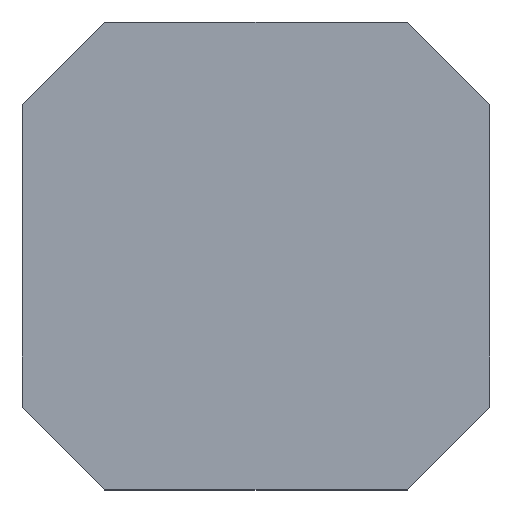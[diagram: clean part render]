
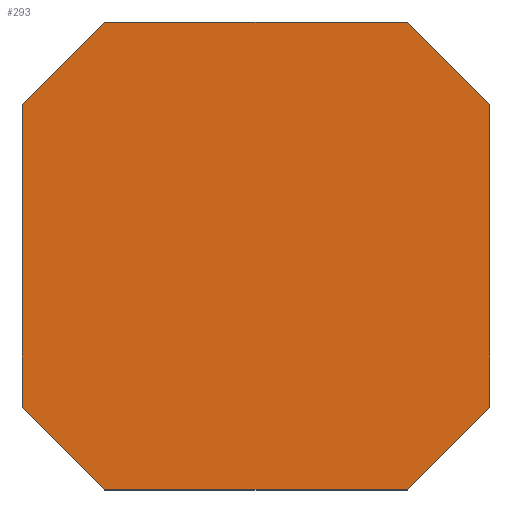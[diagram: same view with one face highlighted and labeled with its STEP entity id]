
A CAD part, top view. The second image highlights one B-rep face of the part: STEP entity #293.
In plain terms, the highlighted free-form (B-spline) face has degree [3, 3] with [4, 4] control points.
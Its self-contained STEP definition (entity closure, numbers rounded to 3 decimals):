
#24 = VERTEX_POINT('',#25);
#25 = CARTESIAN_POINT('',(27.5,42.5,40.));
#31 = EDGE_CURVE('',#24,#32,#34,.T.);
#32 = VERTEX_POINT('',#33);
#33 = CARTESIAN_POINT('',(42.5,27.5,40.));
#34 = LINE('',#35,#36);
#35 = CARTESIAN_POINT('',(27.5,42.5,40.));
#36 = VECTOR('',#37,1.);
#37 = DIRECTION('',(0.707,-0.707,0.));
#62 = EDGE_CURVE('',#32,#63,#65,.T.);
#63 = VERTEX_POINT('',#64);
#64 = CARTESIAN_POINT('',(42.5,-27.5,40.));
#65 = LINE('',#66,#67);
#66 = CARTESIAN_POINT('',(42.5,27.5,40.));
#67 = VECTOR('',#68,1.);
#68 = DIRECTION('',(0.,-1.,0.));
#93 = EDGE_CURVE('',#63,#94,#96,.T.);
#94 = VERTEX_POINT('',#95);
#95 = CARTESIAN_POINT('',(27.5,-42.5,40.));
#96 = LINE('',#97,#98);
#97 = CARTESIAN_POINT('',(27.5,-42.5,40.));
#98 = VECTOR('',#99,1.);
#99 = DIRECTION('',(-0.707,-0.707,-0.));
#124 = EDGE_CURVE('',#94,#125,#127,.T.);
#125 = VERTEX_POINT('',#126);
#126 = CARTESIAN_POINT('',(-27.5,-42.5,40.));
#127 = LINE('',#128,#129);
#128 = CARTESIAN_POINT('',(-27.5,-42.5,40.));
#129 = VECTOR('',#130,1.);
#130 = DIRECTION('',(-1.,-0.,-0.));
#155 = EDGE_CURVE('',#125,#156,#158,.T.);
#156 = VERTEX_POINT('',#157);
#157 = CARTESIAN_POINT('',(-42.5,-27.5,40.));
#158 = LINE('',#159,#160);
#159 = CARTESIAN_POINT('',(-42.5,-27.5,40.));
#160 = VECTOR('',#161,1.);
#161 = DIRECTION('',(-0.707,0.707,0.));
#186 = EDGE_CURVE('',#156,#187,#189,.T.);
#187 = VERTEX_POINT('',#188);
#188 = CARTESIAN_POINT('',(-42.5,27.5,40.));
#189 = LINE('',#190,#191);
#190 = CARTESIAN_POINT('',(-42.5,27.5,40.));
#191 = VECTOR('',#192,1.);
#192 = DIRECTION('',(0.,1.,0.));
#217 = EDGE_CURVE('',#187,#218,#220,.T.);
#218 = VERTEX_POINT('',#219);
#219 = CARTESIAN_POINT('',(-27.5,42.5,40.));
#220 = LINE('',#221,#222);
#221 = CARTESIAN_POINT('',(-42.5,27.5,40.));
#222 = VECTOR('',#223,1.);
#223 = DIRECTION('',(0.707,0.707,0.));
#248 = EDGE_CURVE('',#218,#24,#249,.T.);
#249 = LINE('',#250,#251);
#250 = CARTESIAN_POINT('',(-27.5,42.5,40.));
#251 = VECTOR('',#252,1.);
#252 = DIRECTION('',(1.,0.,0.));
#293 = ADVANCED_FACE('',(#294),#304,.T.);
#294 = FACE_BOUND('',#295,.F.);
#295 = EDGE_LOOP('',(#296,#297,#298,#299,#300,#301,#302,#303));
#296 = ORIENTED_EDGE('',*,*,#31,.T.);
#297 = ORIENTED_EDGE('',*,*,#62,.T.);
#298 = ORIENTED_EDGE('',*,*,#93,.T.);
#299 = ORIENTED_EDGE('',*,*,#124,.T.);
#300 = ORIENTED_EDGE('',*,*,#155,.T.);
#301 = ORIENTED_EDGE('',*,*,#186,.T.);
#302 = ORIENTED_EDGE('',*,*,#217,.T.);
#303 = ORIENTED_EDGE('',*,*,#248,.T.);
#304 = B_SPLINE_SURFACE_WITH_KNOTS('',3,3,(
    (#305,#306,#307,#308)
    ,(#309,#310,#311,#312)
    ,(#313,#314,#315,#316)
    ,(#317,#318,#319,#320
    )),.UNSPECIFIED.,.F.,.F.,.F.,(4,4),(4,4),(-46.75,46.75),(-46.75,
    46.75),.PIECEWISE_BEZIER_KNOTS.);
#305 = CARTESIAN_POINT('',(-46.75,-46.75,40.));
#306 = CARTESIAN_POINT('',(-46.75,-15.583,40.));
#307 = CARTESIAN_POINT('',(-46.75,15.583,40.));
#308 = CARTESIAN_POINT('',(-46.75,46.75,40.));
#309 = CARTESIAN_POINT('',(-15.583,-46.75,40.));
#310 = CARTESIAN_POINT('',(-15.583,-15.583,40.));
#311 = CARTESIAN_POINT('',(-15.583,15.583,40.));
#312 = CARTESIAN_POINT('',(-15.583,46.75,40.));
#313 = CARTESIAN_POINT('',(15.583,-46.75,40.));
#314 = CARTESIAN_POINT('',(15.583,-15.583,40.));
#315 = CARTESIAN_POINT('',(15.583,15.583,40.));
#316 = CARTESIAN_POINT('',(15.583,46.75,40.));
#317 = CARTESIAN_POINT('',(46.75,-46.75,40.));
#318 = CARTESIAN_POINT('',(46.75,-15.583,40.));
#319 = CARTESIAN_POINT('',(46.75,15.583,40.));
#320 = CARTESIAN_POINT('',(46.75,46.75,40.));
